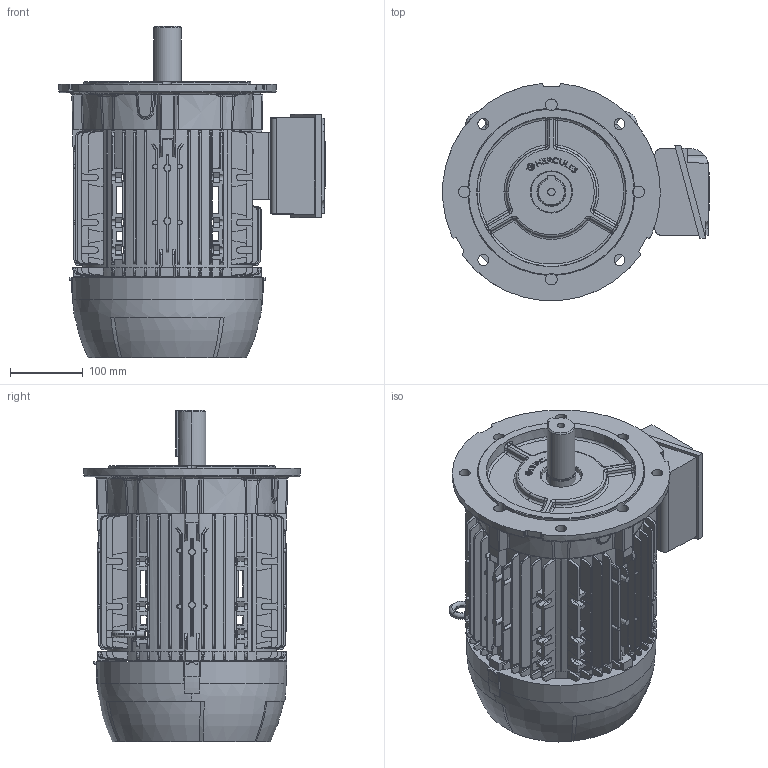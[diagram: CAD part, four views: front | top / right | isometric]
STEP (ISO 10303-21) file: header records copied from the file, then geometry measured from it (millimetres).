
FILE_DESCRIPTION (( 'STEP AP203' ), '1' );
FILE_NAME ('132S_SP_FF_LEFT.STEP', '2022-07-27T11:52:40', ( '' ), ( '' ), 'SwSTEP 2.0', 'SolidWorks 2020', '' );
FILE_SCHEMA (( 'CONFIG_CONTROL_DESIGN' ));
Length unit declared in the file: millimetre
Products named in the file (1): 132S_SP_FF_LEFT
Bounding box: 366.56 x 298.63 x 456 mm (x, y, z)
Surface area: 898536.2 mm2 (no closed solid volume)
Topology: 0 solids, 14 shells, 2288 faces, 6704 edges, 4403 vertices
Faces by surface type: plane 1309, cone 372, bspline 283, cylinder 196, torus 114, sphere 14
Entity records: 88197 total; most frequent: CARTESIAN_POINT 32392, ORIENTED_EDGE 12433, DIRECTION 9987, EDGE_CURVE 6685, VERTEX_POINT 4403, VECTOR 3399, LINE 3399, AXIS2_PLACEMENT_3D 3294
